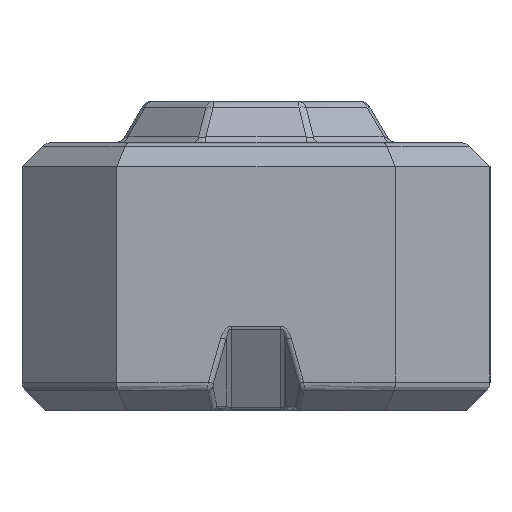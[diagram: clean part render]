
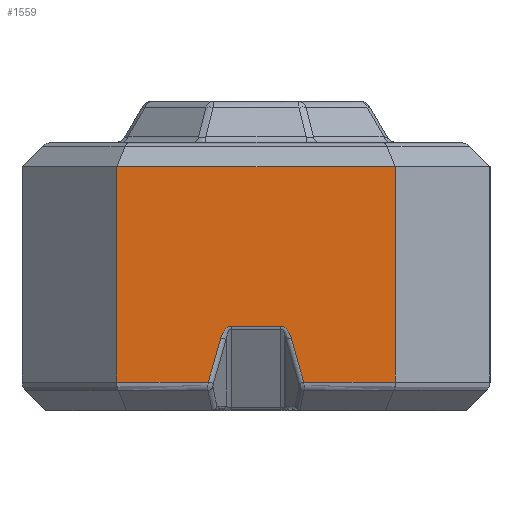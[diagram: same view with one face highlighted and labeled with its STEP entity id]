
A CAD part, left-side view. The second image highlights one B-rep face of the part: STEP entity #1559.
In plain terms, the highlighted free-form (B-spline) face has degree [1, 1] with [2, 2] control points.
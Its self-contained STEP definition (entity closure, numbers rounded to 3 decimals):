
#1537 = VERTEX_POINT('',#1538);
#1538 = CARTESIAN_POINT('',(-469.228,138.703,
    109.782));
#1543 = EDGE_CURVE('',#1544,#1537,#1546,.T.);
#1544 = VERTEX_POINT('',#1545);
#1545 = CARTESIAN_POINT('',(-469.228,138.703,
    -104.892));
#1546 = B_SPLINE_CURVE_WITH_KNOTS('',1,(#1547,#1548),.UNSPECIFIED.,.F.,
  .F.,(2,2),(0.,181.858),.PIECEWISE_BEZIER_KNOTS.);
#1547 = CARTESIAN_POINT('',(-469.228,138.703,
    -104.892));
#1548 = CARTESIAN_POINT('',(-469.228,138.703,
    109.782));
#1559 = ADVANCED_FACE('',(#1560),#1652,.T.);
#1560 = FACE_BOUND('',#1561,.T.);
#1561 = EDGE_LOOP('',(#1562,#1571,#1592,#1599,#1620,#1627,#1634,#1641,
    #1646,#1647));
#1562 = ORIENTED_EDGE('',*,*,#1563,.F.);
#1563 = EDGE_CURVE('',#1564,#1566,#1568,.T.);
#1564 = VERTEX_POINT('',#1565);
#1565 = CARTESIAN_POINT('',(-469.228,34.901,
    -60.982));
#1566 = VERTEX_POINT('',#1567);
#1567 = CARTESIAN_POINT('',(-469.228,47.577,
    -104.892));
#1568 = B_SPLINE_CURVE_WITH_KNOTS('',1,(#1569,#1570),.UNSPECIFIED.,.F.,
  .F.,(2,2),(0.,38.717),.PIECEWISE_BEZIER_KNOTS.);
#1569 = CARTESIAN_POINT('',(-469.228,34.901,
    -60.982));
#1570 = CARTESIAN_POINT('',(-469.228,47.577,
    -104.892));
#1571 = ORIENTED_EDGE('',*,*,#1572,.T.);
#1572 = EDGE_CURVE('',#1564,#1573,#1575,.T.);
#1573 = VERTEX_POINT('',#1574);
#1574 = CARTESIAN_POINT('',(-469.228,24.678,
    -49.178));
#1575 = B_SPLINE_CURVE_WITH_KNOTS('',3,(#1576,#1577,#1578,#1579,#1580,
    #1581,#1582,#1583,#1584,#1585,#1586,#1587,#1588,#1589,#1590,#1591),
  .UNSPECIFIED.,.F.,.F.,(4,1,1,1,1,1,1,1,1,1,1,1,1,4),(0.,
    0.077,0.154,0.231,0.308,
    0.385,0.462,0.538,0.615,
    0.692,0.769,0.846,0.923,1.),
  .UNSPECIFIED.);
#1576 = CARTESIAN_POINT('',(-469.228,34.901,
    -60.982));
#1577 = CARTESIAN_POINT('',(-469.228,34.743,
    -60.433));
#1578 = CARTESIAN_POINT('',(-469.228,34.404,
    -59.361));
#1579 = CARTESIAN_POINT('',(-469.228,33.832,
    -57.839));
#1580 = CARTESIAN_POINT('',(-469.228,33.201,
    -56.414));
#1581 = CARTESIAN_POINT('',(-469.228,32.515,
    -55.096));
#1582 = CARTESIAN_POINT('',(-469.228,31.778,
    -53.892));
#1583 = CARTESIAN_POINT('',(-469.228,30.994,
    -52.811));
#1584 = CARTESIAN_POINT('',(-469.228,30.17,
    -51.859));
#1585 = CARTESIAN_POINT('',(-469.228,29.31,
    -51.043));
#1586 = CARTESIAN_POINT('',(-469.228,28.421,
    -50.368));
#1587 = CARTESIAN_POINT('',(-469.228,27.506,
    -49.839));
#1588 = CARTESIAN_POINT('',(-469.228,26.574,
    -49.458));
#1589 = CARTESIAN_POINT('',(-469.228,25.629,
    -49.229));
#1590 = CARTESIAN_POINT('',(-469.228,24.995,
    -49.178));
#1591 = CARTESIAN_POINT('',(-469.228,24.678,
    -49.178));
#1592 = ORIENTED_EDGE('',*,*,#1593,.T.);
#1593 = EDGE_CURVE('',#1573,#1594,#1596,.T.);
#1594 = VERTEX_POINT('',#1595);
#1595 = CARTESIAN_POINT('',(-469.228,-24.678,
    -49.178));
#1596 = B_SPLINE_CURVE_WITH_KNOTS('',1,(#1597,#1598),.UNSPECIFIED.,.F.,
  .F.,(2,2),(0.,41.812),.PIECEWISE_BEZIER_KNOTS.);
#1597 = CARTESIAN_POINT('',(-469.228,24.678,
    -49.178));
#1598 = CARTESIAN_POINT('',(-469.228,-24.678,
    -49.178));
#1599 = ORIENTED_EDGE('',*,*,#1600,.F.);
#1600 = EDGE_CURVE('',#1601,#1594,#1603,.T.);
#1601 = VERTEX_POINT('',#1602);
#1602 = CARTESIAN_POINT('',(-469.228,-34.901,
    -60.982));
#1603 = B_SPLINE_CURVE_WITH_KNOTS('',3,(#1604,#1605,#1606,#1607,#1608,
    #1609,#1610,#1611,#1612,#1613,#1614,#1615,#1616,#1617,#1618,#1619),
  .UNSPECIFIED.,.F.,.F.,(4,1,1,1,1,1,1,1,1,1,1,1,1,4),(0.,
    0.077,0.154,0.231,0.308,
    0.385,0.462,0.538,0.615,
    0.692,0.769,0.846,0.923,1.),
  .UNSPECIFIED.);
#1604 = CARTESIAN_POINT('',(-469.228,-34.901,
    -60.982));
#1605 = CARTESIAN_POINT('',(-469.228,-34.743,
    -60.433));
#1606 = CARTESIAN_POINT('',(-469.228,-34.404,
    -59.361));
#1607 = CARTESIAN_POINT('',(-469.228,-33.832,
    -57.839));
#1608 = CARTESIAN_POINT('',(-469.228,-33.201,
    -56.414));
#1609 = CARTESIAN_POINT('',(-469.228,-32.515,
    -55.096));
#1610 = CARTESIAN_POINT('',(-469.228,-31.778,
    -53.892));
#1611 = CARTESIAN_POINT('',(-469.228,-30.994,
    -52.811));
#1612 = CARTESIAN_POINT('',(-469.228,-30.17,
    -51.859));
#1613 = CARTESIAN_POINT('',(-469.228,-29.31,
    -51.043));
#1614 = CARTESIAN_POINT('',(-469.228,-28.421,
    -50.368));
#1615 = CARTESIAN_POINT('',(-469.228,-27.506,
    -49.839));
#1616 = CARTESIAN_POINT('',(-469.228,-26.574,
    -49.458));
#1617 = CARTESIAN_POINT('',(-469.228,-25.629,
    -49.229));
#1618 = CARTESIAN_POINT('',(-469.228,-24.995,
    -49.178));
#1619 = CARTESIAN_POINT('',(-469.228,-24.678,
    -49.178));
#1620 = ORIENTED_EDGE('',*,*,#1621,.F.);
#1621 = EDGE_CURVE('',#1622,#1601,#1624,.T.);
#1622 = VERTEX_POINT('',#1623);
#1623 = CARTESIAN_POINT('',(-469.228,-47.577,
    -104.892));
#1624 = B_SPLINE_CURVE_WITH_KNOTS('',1,(#1625,#1626),.UNSPECIFIED.,.F.,
  .F.,(2,2),(0.,38.717),.PIECEWISE_BEZIER_KNOTS.);
#1625 = CARTESIAN_POINT('',(-469.228,-47.577,
    -104.892));
#1626 = CARTESIAN_POINT('',(-469.228,-34.901,
    -60.982));
#1627 = ORIENTED_EDGE('',*,*,#1628,.T.);
#1628 = EDGE_CURVE('',#1622,#1629,#1631,.T.);
#1629 = VERTEX_POINT('',#1630);
#1630 = CARTESIAN_POINT('',(-469.228,-138.703,
    -104.892));
#1631 = B_SPLINE_CURVE_WITH_KNOTS('',1,(#1632,#1633),.UNSPECIFIED.,.F.,
  .F.,(2,2),(0.,77.196),.PIECEWISE_BEZIER_KNOTS.);
#1632 = CARTESIAN_POINT('',(-469.228,-47.577,
    -104.892));
#1633 = CARTESIAN_POINT('',(-469.228,-138.703,
    -104.892));
#1634 = ORIENTED_EDGE('',*,*,#1635,.T.);
#1635 = EDGE_CURVE('',#1629,#1636,#1638,.T.);
#1636 = VERTEX_POINT('',#1637);
#1637 = CARTESIAN_POINT('',(-469.228,-138.703,
    109.782));
#1638 = B_SPLINE_CURVE_WITH_KNOTS('',1,(#1639,#1640),.UNSPECIFIED.,.F.,
  .F.,(2,2),(0.,181.858),.PIECEWISE_BEZIER_KNOTS.);
#1639 = CARTESIAN_POINT('',(-469.228,-138.703,
    -104.892));
#1640 = CARTESIAN_POINT('',(-469.228,-138.703,
    109.782));
#1641 = ORIENTED_EDGE('',*,*,#1642,.F.);
#1642 = EDGE_CURVE('',#1537,#1636,#1643,.T.);
#1643 = B_SPLINE_CURVE_WITH_KNOTS('',1,(#1644,#1645),.UNSPECIFIED.,.F.,
  .F.,(2,2),(0.,235.),.PIECEWISE_BEZIER_KNOTS.);
#1644 = CARTESIAN_POINT('',(-469.228,138.703,
    109.782));
#1645 = CARTESIAN_POINT('',(-469.228,-138.703,
    109.782));
#1646 = ORIENTED_EDGE('',*,*,#1543,.F.);
#1647 = ORIENTED_EDGE('',*,*,#1648,.T.);
#1648 = EDGE_CURVE('',#1544,#1566,#1649,.T.);
#1649 = B_SPLINE_CURVE_WITH_KNOTS('',1,(#1650,#1651),.UNSPECIFIED.,.F.,
  .F.,(2,2),(0.,77.196),.PIECEWISE_BEZIER_KNOTS.);
#1650 = CARTESIAN_POINT('',(-469.228,138.703,
    -104.892));
#1651 = CARTESIAN_POINT('',(-469.228,47.577,
    -104.892));
#1652 = B_SPLINE_SURFACE_WITH_KNOTS('',1,1,(
    (#1653,#1654)
    ,(#1655,#1656
    )),.UNSPECIFIED.,.F.,.F.,.F.,(2,2),(2,2),(0.,1.),(0.,1.),
  .PIECEWISE_BEZIER_KNOTS.);
#1653 = CARTESIAN_POINT('',(-469.228,138.703,
    -104.892));
#1654 = CARTESIAN_POINT('',(-469.228,138.703,
    109.782));
#1655 = CARTESIAN_POINT('',(-469.228,-138.703,
    -104.892));
#1656 = CARTESIAN_POINT('',(-469.228,-138.703,
    109.782));
